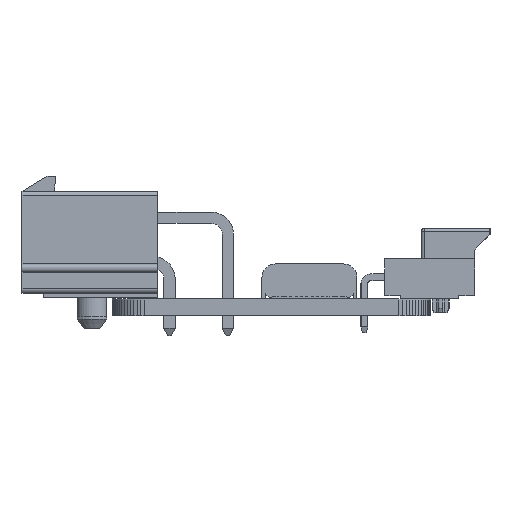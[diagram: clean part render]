
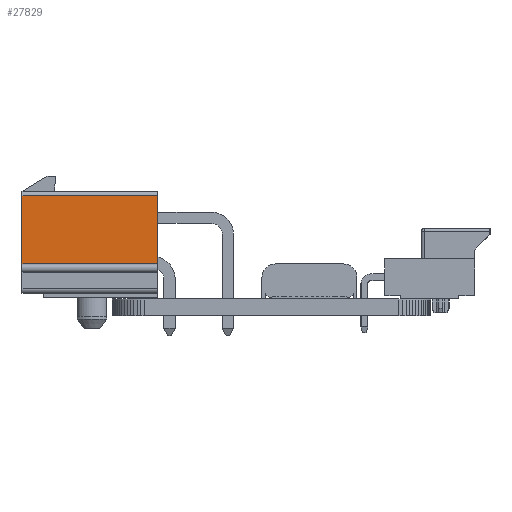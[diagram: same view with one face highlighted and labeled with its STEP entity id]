
A CAD part, front view. The second image highlights one B-rep face of the part: STEP entity #27829.
In plain terms, the highlighted face is planar.
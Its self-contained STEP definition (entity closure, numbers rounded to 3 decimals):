
#21874 = PLANE('',#21875);
#21875 = AXIS2_PLACEMENT_3D('',#21876,#21877,#21878);
#21876 = CARTESIAN_POINT('',(0.,0.,0.));
#21877 = DIRECTION('',(0.,0.,-1.));
#21878 = DIRECTION('',(-1.,0.,0.));
#21927 = VERTEX_POINT('',#21928);
#21928 = CARTESIAN_POINT('',(6.9,9.6,0.));
#21947 = CYLINDRICAL_SURFACE('',#21948,0.4);
#21948 = AXIS2_PLACEMENT_3D('',#21949,#21950,#21951);
#21949 = CARTESIAN_POINT('',(6.5,9.6,-12.816));
#21950 = DIRECTION('',(0.,0.,1.));
#21951 = DIRECTION('',(0.,1.,0.));
#21959 = EDGE_CURVE('',#21927,#21960,#21962,.T.);
#21960 = VERTEX_POINT('',#21961);
#21961 = CARTESIAN_POINT('',(6.9,3.15,0.));
#21962 = SURFACE_CURVE('',#21963,(#21967,#21974),.PCURVE_S1.);
#21963 = LINE('',#21964,#21965);
#21964 = CARTESIAN_POINT('',(6.9,9.6,0.));
#21965 = VECTOR('',#21966,1.);
#21966 = DIRECTION('',(0.,-1.,0.));
#21967 = PCURVE('',#21874,#21968);
#21968 = DEFINITIONAL_REPRESENTATION('',(#21969),#21973);
#21969 = LINE('',#21970,#21971);
#21970 = CARTESIAN_POINT('',(-6.9,9.6));
#21971 = VECTOR('',#21972,1.);
#21972 = DIRECTION('',(0.,-1.));
#21973 = ( GEOMETRIC_REPRESENTATION_CONTEXT(2) 
PARAMETRIC_REPRESENTATION_CONTEXT() REPRESENTATION_CONTEXT('2D SPACE',''
  ) );
#21974 = PCURVE('',#21975,#21980);
#21975 = PLANE('',#21976);
#21976 = AXIS2_PLACEMENT_3D('',#21977,#21978,#21979);
#21977 = CARTESIAN_POINT('',(6.9,10.,0.));
#21978 = DIRECTION('',(1.,0.,0.));
#21979 = DIRECTION('',(0.,-1.,0.));
#21980 = DEFINITIONAL_REPRESENTATION('',(#21981),#21985);
#21981 = LINE('',#21982,#21983);
#21982 = CARTESIAN_POINT('',(0.4,0.));
#21983 = VECTOR('',#21984,1.);
#21984 = DIRECTION('',(1.,0.));
#21985 = ( GEOMETRIC_REPRESENTATION_CONTEXT(2) 
PARAMETRIC_REPRESENTATION_CONTEXT() REPRESENTATION_CONTEXT('2D SPACE',''
  ) );
#22004 = CYLINDRICAL_SURFACE('',#22005,0.4);
#22005 = AXIS2_PLACEMENT_3D('',#22006,#22007,#22008);
#22006 = CARTESIAN_POINT('',(6.9,2.75,0.));
#22007 = DIRECTION('',(0.,0.,-1.));
#22008 = DIRECTION('',(-1.,0.,0.));
#23321 = PLANE('',#23322);
#23322 = AXIS2_PLACEMENT_3D('',#23323,#23324,#23325);
#23323 = CARTESIAN_POINT('',(0.,0.,-12.8));
#23324 = DIRECTION('',(0.,0.,-1.));
#23325 = DIRECTION('',(-1.,0.,0.));
#25663 = VERTEX_POINT('',#25664);
#25664 = CARTESIAN_POINT('',(6.9,9.6,-12.8));
#25686 = EDGE_CURVE('',#25663,#25687,#25689,.T.);
#25687 = VERTEX_POINT('',#25688);
#25688 = CARTESIAN_POINT('',(6.9,3.15,-12.8));
#25689 = SURFACE_CURVE('',#25690,(#25694,#25701),.PCURVE_S1.);
#25690 = LINE('',#25691,#25692);
#25691 = CARTESIAN_POINT('',(6.9,9.6,-12.8));
#25692 = VECTOR('',#25693,1.);
#25693 = DIRECTION('',(0.,-1.,0.));
#25694 = PCURVE('',#23321,#25695);
#25695 = DEFINITIONAL_REPRESENTATION('',(#25696),#25700);
#25696 = LINE('',#25697,#25698);
#25697 = CARTESIAN_POINT('',(-6.9,9.6));
#25698 = VECTOR('',#25699,1.);
#25699 = DIRECTION('',(0.,-1.));
#25700 = ( GEOMETRIC_REPRESENTATION_CONTEXT(2) 
PARAMETRIC_REPRESENTATION_CONTEXT() REPRESENTATION_CONTEXT('2D SPACE',''
  ) );
#25701 = PCURVE('',#21975,#25702);
#25702 = DEFINITIONAL_REPRESENTATION('',(#25703),#25707);
#25703 = LINE('',#25704,#25705);
#25704 = CARTESIAN_POINT('',(0.4,12.8));
#25705 = VECTOR('',#25706,1.);
#25706 = DIRECTION('',(1.,0.));
#25707 = ( GEOMETRIC_REPRESENTATION_CONTEXT(2) 
PARAMETRIC_REPRESENTATION_CONTEXT() REPRESENTATION_CONTEXT('2D SPACE',''
  ) );
#27829 = ADVANCED_FACE('',(#27830),#21975,.T.);
#27830 = FACE_BOUND('',#27831,.F.);
#27831 = EDGE_LOOP('',(#27832,#27853,#27854,#27875));
#27832 = ORIENTED_EDGE('',*,*,#27833,.F.);
#27833 = EDGE_CURVE('',#25663,#21927,#27834,.T.);
#27834 = SURFACE_CURVE('',#27835,(#27839,#27846),.PCURVE_S1.);
#27835 = LINE('',#27836,#27837);
#27836 = CARTESIAN_POINT('',(6.9,9.6,-12.8));
#27837 = VECTOR('',#27838,1.);
#27838 = DIRECTION('',(0.,0.,1.));
#27839 = PCURVE('',#21975,#27840);
#27840 = DEFINITIONAL_REPRESENTATION('',(#27841),#27845);
#27841 = LINE('',#27842,#27843);
#27842 = CARTESIAN_POINT('',(0.4,12.8));
#27843 = VECTOR('',#27844,1.);
#27844 = DIRECTION('',(0.,-1.));
#27845 = ( GEOMETRIC_REPRESENTATION_CONTEXT(2) 
PARAMETRIC_REPRESENTATION_CONTEXT() REPRESENTATION_CONTEXT('2D SPACE',''
  ) );
#27846 = PCURVE('',#21947,#27847);
#27847 = DEFINITIONAL_REPRESENTATION('',(#27848),#27852);
#27848 = LINE('',#27849,#27850);
#27849 = CARTESIAN_POINT('',(4.712,0.016));
#27850 = VECTOR('',#27851,1.);
#27851 = DIRECTION('',(0.,1.));
#27852 = ( GEOMETRIC_REPRESENTATION_CONTEXT(2) 
PARAMETRIC_REPRESENTATION_CONTEXT() REPRESENTATION_CONTEXT('2D SPACE',''
  ) );
#27853 = ORIENTED_EDGE('',*,*,#25686,.T.);
#27854 = ORIENTED_EDGE('',*,*,#27855,.F.);
#27855 = EDGE_CURVE('',#21960,#25687,#27856,.T.);
#27856 = SURFACE_CURVE('',#27857,(#27861,#27868),.PCURVE_S1.);
#27857 = LINE('',#27858,#27859);
#27858 = CARTESIAN_POINT('',(6.9,3.15,0.));
#27859 = VECTOR('',#27860,1.);
#27860 = DIRECTION('',(0.,0.,-1.));
#27861 = PCURVE('',#21975,#27862);
#27862 = DEFINITIONAL_REPRESENTATION('',(#27863),#27867);
#27863 = LINE('',#27864,#27865);
#27864 = CARTESIAN_POINT('',(6.85,0.));
#27865 = VECTOR('',#27866,1.);
#27866 = DIRECTION('',(0.,1.));
#27867 = ( GEOMETRIC_REPRESENTATION_CONTEXT(2) 
PARAMETRIC_REPRESENTATION_CONTEXT() REPRESENTATION_CONTEXT('2D SPACE',''
  ) );
#27868 = PCURVE('',#22004,#27869);
#27869 = DEFINITIONAL_REPRESENTATION('',(#27870),#27874);
#27870 = LINE('',#27871,#27872);
#27871 = CARTESIAN_POINT('',(1.571,0.));
#27872 = VECTOR('',#27873,1.);
#27873 = DIRECTION('',(0.,1.));
#27874 = ( GEOMETRIC_REPRESENTATION_CONTEXT(2) 
PARAMETRIC_REPRESENTATION_CONTEXT() REPRESENTATION_CONTEXT('2D SPACE',''
  ) );
#27875 = ORIENTED_EDGE('',*,*,#21959,.F.);
